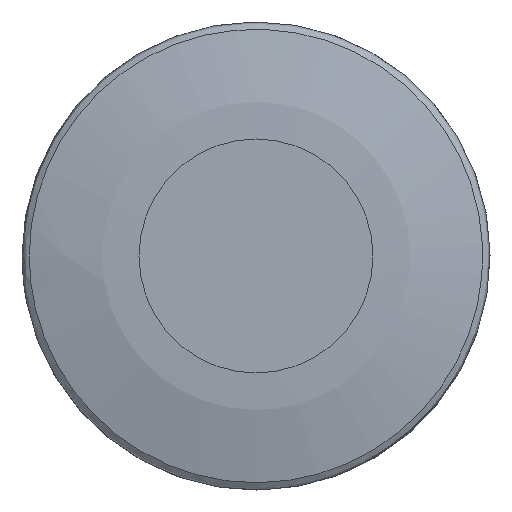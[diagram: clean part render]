
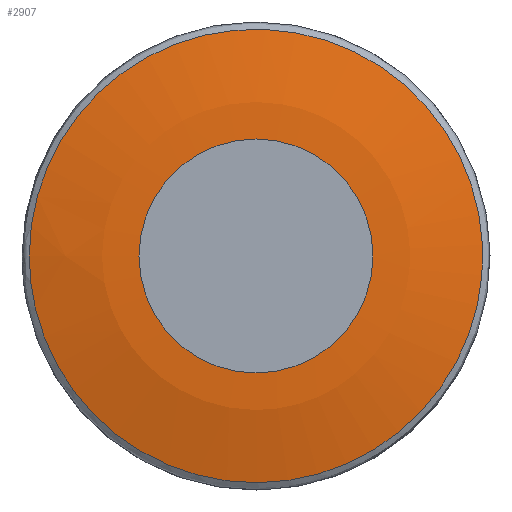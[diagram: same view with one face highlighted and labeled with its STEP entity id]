
A CAD part, front view. The second image highlights one B-rep face of the part: STEP entity #2907.
In plain terms, the highlighted face is a revolution surface.
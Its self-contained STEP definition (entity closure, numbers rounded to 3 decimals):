
#2835 = VERTEX_POINT('',#2836);
#2836 = CARTESIAN_POINT('',(-5.813,-5.996,0.));
#2842 = EDGE_CURVE('',#2835,#2835,#2843,.T.);
#2843 = ( BOUNDED_CURVE() B_SPLINE_CURVE(14,(#2844,#2845,#2846,#2847,
    #2848,#2849,#2850,#2851,#2852,#2853,#2854,#2855,#2856,#2857,#2858),
.UNSPECIFIED.,.T.,.F.) B_SPLINE_CURVE_WITH_KNOTS((15,15),(0.,
37.699),.PIECEWISE_BEZIER_KNOTS.) CURVE() 
GEOMETRIC_REPRESENTATION_ITEM() RATIONAL_B_SPLINE_CURVE((1.,1.,
    1.,1.,1.,1.,
    1.,1.,1.,1.,
    1.,1.,1.,1.,1.)) 
REPRESENTATION_ITEM('') );
#2844 = CARTESIAN_POINT('',(-5.813,-5.996,0.));
#2845 = CARTESIAN_POINT('',(-5.813,-5.996,
    2.571));
#2846 = CARTESIAN_POINT('',(-4.589,-5.996,
    5.197));
#2847 = CARTESIAN_POINT('',(-2.053,-5.996,
    7.193));
#2848 = CARTESIAN_POINT('',(1.405,-5.996,
    7.85));
#2849 = CARTESIAN_POINT('',(4.987,-5.996,
    6.551));
#2850 = CARTESIAN_POINT('',(7.39,-5.996,
    3.979));
#2851 = CARTESIAN_POINT('',(8.91,-5.996,0.
    ));
#2852 = CARTESIAN_POINT('',(7.39,-5.996,
    -3.979));
#2853 = CARTESIAN_POINT('',(4.987,-5.996,
    -6.551));
#2854 = CARTESIAN_POINT('',(1.405,-5.996,
    -7.85));
#2855 = CARTESIAN_POINT('',(-2.053,-5.996,
    -7.193));
#2856 = CARTESIAN_POINT('',(-4.589,-5.996,
    -5.197));
#2857 = CARTESIAN_POINT('',(-5.813,-5.996,
    -2.571));
#2858 = CARTESIAN_POINT('',(-5.813,-5.996,0.));
#2907 = ADVANCED_FACE('',(#2908),#2928,.F.);
#2908 = FACE_BOUND('',#2909,.F.);
#2909 = EDGE_LOOP('',(#2910,#2919,#2920,#2921));
#2910 = ORIENTED_EDGE('',*,*,#2911,.F.);
#2911 = EDGE_CURVE('',#2835,#2912,#2914,.T.);
#2912 = VERTEX_POINT('',#2913);
#2913 = CARTESIAN_POINT('',(-3.,-6.4,0.));
#2914 = CIRCLE('',#2915,10.);
#2915 = AXIS2_PLACEMENT_3D('',#2916,#2917,#2918);
#2916 = CARTESIAN_POINT('',(-3.,3.6,0.));
#2917 = DIRECTION('',(0.,0.,1.));
#2918 = DIRECTION('',(1.,0.,0.));
#2919 = ORIENTED_EDGE('',*,*,#2842,.T.);
#2920 = ORIENTED_EDGE('',*,*,#2911,.T.);
#2921 = ORIENTED_EDGE('',*,*,#2922,.F.);
#2922 = EDGE_CURVE('',#2912,#2912,#2923,.T.);
#2923 = CIRCLE('',#2924,3.);
#2924 = AXIS2_PLACEMENT_3D('',#2925,#2926,#2927);
#2925 = CARTESIAN_POINT('',(0.,-6.4,0.));
#2926 = DIRECTION('',(0.,1.,-0.));
#2927 = DIRECTION('',(-1.,0.,0.));
#2928 = SURFACE_OF_REVOLUTION('',#2929,#2934);
#2929 = CIRCLE('',#2930,10.);
#2930 = AXIS2_PLACEMENT_3D('',#2931,#2932,#2933);
#2931 = CARTESIAN_POINT('',(-3.,3.6,0.));
#2932 = DIRECTION('',(0.,0.,1.));
#2933 = DIRECTION('',(1.,0.,0.));
#2934 = AXIS1_PLACEMENT('',#2935,#2936);
#2935 = CARTESIAN_POINT('',(0.,-6.4,0.));
#2936 = DIRECTION('',(0.,1.,0.));
